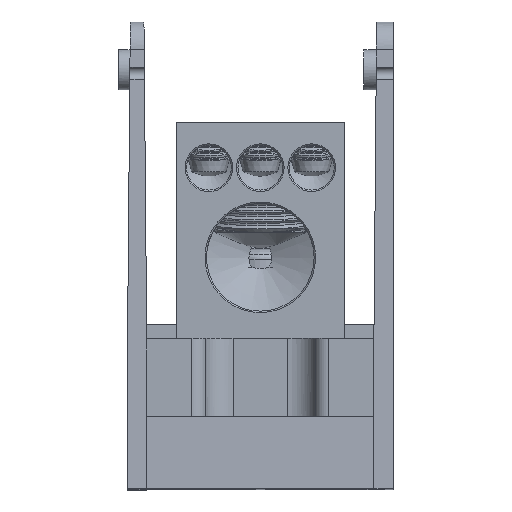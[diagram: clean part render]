
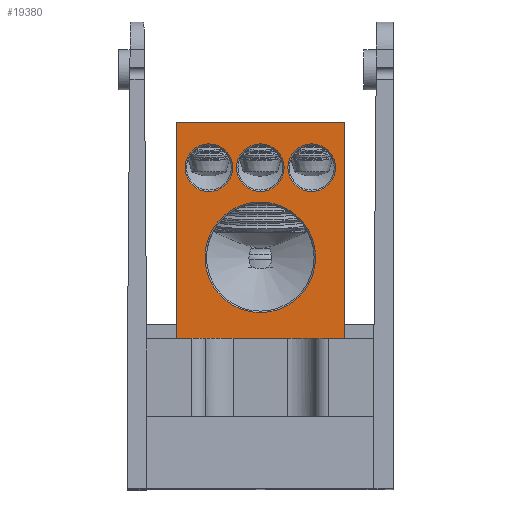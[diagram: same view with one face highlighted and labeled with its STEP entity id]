
A CAD part, top view. The second image highlights one B-rep face of the part: STEP entity #19380.
In plain terms, the highlighted planar face has unit normal (0, 0, -1).
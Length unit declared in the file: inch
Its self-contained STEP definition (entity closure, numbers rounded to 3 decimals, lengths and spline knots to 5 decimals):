
#292 = FACE_BOUND ( 'NONE', #8081, .T. ) ;
#543 = DIRECTION ( 'NONE',  ( 0., 0., 1. ) ) ;
#1941 = LINE ( 'NONE', #3117, #28138 ) ;
#2365 = CARTESIAN_POINT ( 'NONE',  ( -0.583, -0.75, 1.5 ) ) ;
#2523 = DIRECTION ( 'NONE',  ( 1., 0., 0. ) ) ;
#2801 = VERTEX_POINT ( 'NONE', #21765 ) ;
#3117 = CARTESIAN_POINT ( 'NONE',  ( 0.583, 0.75, 1.5 ) ) ;
#3137 = CIRCLE ( 'NONE', #8338, 0.166 ) ;
#4341 = CARTESIAN_POINT ( 'NONE',  ( 0.583, -0.75, 1.5 ) ) ;
#4552 = DIRECTION ( 'NONE',  ( 1., 0., 0. ) ) ;
#7002 = VERTEX_POINT ( 'NONE', #2365 ) ;
#7124 = LINE ( 'NONE', #38646, #15213 ) ;
#7720 = ORIENTED_EDGE ( 'NONE', *, *, #9210, .T. ) ;
#8029 = DIRECTION ( 'NONE',  ( 0., -1., 0. ) ) ;
#8081 = EDGE_LOOP ( 'NONE', ( #33286 ) ) ;
#8338 = AXIS2_PLACEMENT_3D ( 'NONE', #21100, #543, #24546 ) ;
#8984 = LINE ( 'NONE', #35963, #26206 ) ;
#9210 = EDGE_CURVE ( 'NONE', #33062, #33062, #29246, .T. ) ;
#9214 = EDGE_CURVE ( 'NONE', #2801, #29548, #1941, .T. ) ;
#9361 = FACE_OUTER_BOUND ( 'NONE', #34023, .T. ) ;
#9925 = DIRECTION ( 'NONE',  ( 0., 0., 1. ) ) ;
#10402 = FACE_BOUND ( 'NONE', #19901, .T. ) ;
#11598 = ORIENTED_EDGE ( 'NONE', *, *, #34530, .F. ) ;
#12997 = DIRECTION ( 'NONE',  ( 0., 0., -1. ) ) ;
#13401 = DIRECTION ( 'NONE',  ( 1., 0., 0. ) ) ;
#14266 = VERTEX_POINT ( 'NONE', #39902 ) ;
#15213 = VECTOR ( 'NONE', #8029, 39.37008 ) ;
#15493 = CIRCLE ( 'NONE', #35387, 0.166 ) ;
#15556 = CARTESIAN_POINT ( 'NONE',  ( 0.583, 0.75, 1.5 ) ) ;
#15926 = VERTEX_POINT ( 'NONE', #22454 ) ;
#16813 = ORIENTED_EDGE ( 'NONE', *, *, #26602, .T. ) ;
#16814 = LINE ( 'NONE', #23631, #26016 ) ;
#17132 = DIRECTION ( 'NONE',  ( 1., 0., 0. ) ) ;
#17980 = CARTESIAN_POINT ( 'NONE',  ( 0.385, -0.187, 1.5 ) ) ;
#19380 = ADVANCED_FACE ( 'NONE', ( #9361, #10402, #292, #35576, #26579 ), #36691, .T. ) ;
#19901 = EDGE_LOOP ( 'NONE', ( #7720 ) ) ;
#21100 = CARTESIAN_POINT ( 'NONE',  ( 0.358, 0.437, 1.5 ) ) ;
#21765 = CARTESIAN_POINT ( 'NONE',  ( -0.583, 0.75, 1.5 ) ) ;
#22454 = CARTESIAN_POINT ( 'NONE',  ( 0.524, 0.437, 1.5 ) ) ;
#22848 = ORIENTED_EDGE ( 'NONE', *, *, #31456, .T. ) ;
#23102 = DIRECTION ( 'NONE',  ( 0., 0., 1. ) ) ;
#23631 = CARTESIAN_POINT ( 'NONE',  ( 0.583, -0.75, 1.5 ) ) ;
#24243 = EDGE_LOOP ( 'NONE', ( #29365 ) ) ;
#24546 = DIRECTION ( 'NONE',  ( 1., 0., 0. ) ) ;
#24689 = ORIENTED_EDGE ( 'NONE', *, *, #9214, .T. ) ;
#26016 = VECTOR ( 'NONE', #27024, 39.37008 ) ;
#26146 = CARTESIAN_POINT ( 'NONE',  ( 0.166, 0.437, 1.5 ) ) ;
#26206 = VECTOR ( 'NONE', #17132, 39.37008 ) ;
#26579 = FACE_BOUND ( 'NONE', #41638, .T. ) ;
#26602 = EDGE_CURVE ( 'NONE', #29548, #28748, #16814, .T. ) ;
#26655 = EDGE_CURVE ( 'NONE', #2801, #7002, #7124, .T. ) ;
#27024 = DIRECTION ( 'NONE',  ( 0., -1., 0. ) ) ;
#27612 = CIRCLE ( 'NONE', #42911, 0.166 ) ;
#27712 = VERTEX_POINT ( 'NONE', #26146 ) ;
#28138 = VECTOR ( 'NONE', #13401, 39.37008 ) ;
#28748 = VERTEX_POINT ( 'NONE', #4341 ) ;
#29246 = CIRCLE ( 'NONE', #43759, 0.385 ) ;
#29365 = ORIENTED_EDGE ( 'NONE', *, *, #37772, .T. ) ;
#29548 = VERTEX_POINT ( 'NONE', #15556 ) ;
#30488 = CARTESIAN_POINT ( 'NONE',  ( 0., -0.187, 1.5 ) ) ;
#31456 = EDGE_CURVE ( 'NONE', #15926, #15926, #3137, .T. ) ;
#33062 = VERTEX_POINT ( 'NONE', #17980 ) ;
#33286 = ORIENTED_EDGE ( 'NONE', *, *, #42950, .T. ) ;
#33461 = CARTESIAN_POINT ( 'NONE',  ( 0.583, -0.75, 1.5 ) ) ;
#33644 = DIRECTION ( 'NONE',  ( 0., 0., 1. ) ) ;
#33867 = DIRECTION ( 'NONE',  ( 1., 0., 0. ) ) ;
#34023 = EDGE_LOOP ( 'NONE', ( #11598, #38005, #24689, #16813 ) ) ;
#34530 = EDGE_CURVE ( 'NONE', #7002, #28748, #8984, .T. ) ;
#35387 = AXIS2_PLACEMENT_3D ( 'NONE', #42667, #33644, #4552 ) ;
#35576 = FACE_BOUND ( 'NONE', #24243, .T. ) ;
#35963 = CARTESIAN_POINT ( 'NONE',  ( 0.583, -0.75, 1.5 ) ) ;
#36691 = PLANE ( 'NONE',  #38575 ) ;
#36841 = DIRECTION ( 'NONE',  ( -1., 0., 0. ) ) ;
#37772 = EDGE_CURVE ( 'NONE', #27712, #27712, #27612, .T. ) ;
#38005 = ORIENTED_EDGE ( 'NONE', *, *, #26655, .F. ) ;
#38575 = AXIS2_PLACEMENT_3D ( 'NONE', #33461, #12997, #36841 ) ;
#38646 = CARTESIAN_POINT ( 'NONE',  ( -0.583, 0., 1.5 ) ) ;
#39902 = CARTESIAN_POINT ( 'NONE',  ( -0.192, 0.437, 1.5 ) ) ;
#41638 = EDGE_LOOP ( 'NONE', ( #22848 ) ) ;
#42667 = CARTESIAN_POINT ( 'NONE',  ( -0.358, 0.437, 1.5 ) ) ;
#42911 = AXIS2_PLACEMENT_3D ( 'NONE', #43376, #23102, #2523 ) ;
#42950 = EDGE_CURVE ( 'NONE', #14266, #14266, #15493, .T. ) ;
#43376 = CARTESIAN_POINT ( 'NONE',  ( 0., 0.437, 1.5 ) ) ;
#43759 = AXIS2_PLACEMENT_3D ( 'NONE', #30488, #9925, #33867 ) ;
